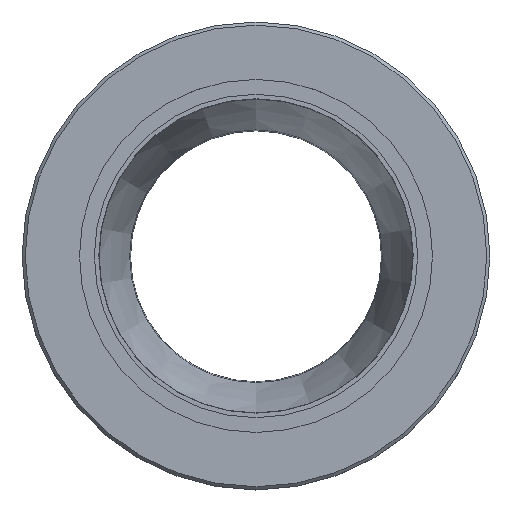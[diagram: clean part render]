
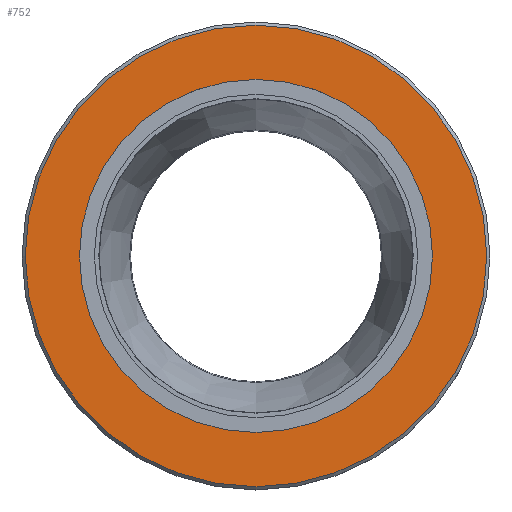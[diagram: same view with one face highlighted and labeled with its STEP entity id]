
A CAD part, top view. The second image highlights one B-rep face of the part: STEP entity #752.
In plain terms, the highlighted face is planar.
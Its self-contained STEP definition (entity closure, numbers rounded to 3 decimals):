
#33 = CARTESIAN_POINT ( 'NONE',  ( 0., 0., 0. ) ) ;
#39 = CIRCLE ( 'NONE', #561, 54.25 ) ;
#62 = DIRECTION ( 'NONE',  ( -1., 0., 0. ) ) ;
#89 = EDGE_LOOP ( 'NONE', ( #845 ) ) ;
#130 = FACE_BOUND ( 'NONE', #329, .T. ) ;
#148 = DIRECTION ( 'NONE',  ( 0., 0., 1. ) ) ;
#214 = CARTESIAN_POINT ( 'NONE',  ( 0., 0., 54.25 ) ) ;
#276 = FACE_OUTER_BOUND ( 'NONE', #89, .T. ) ;
#329 = EDGE_LOOP ( 'NONE', ( #808 ) ) ;
#422 = AXIS2_PLACEMENT_3D ( 'NONE', #619, #62, #148 ) ;
#479 = CARTESIAN_POINT ( 'NONE',  ( 0., 0., 41.5 ) ) ;
#492 = EDGE_CURVE ( 'NONE', #1069, #1069, #39, .T. ) ;
#561 = AXIS2_PLACEMENT_3D ( 'NONE', #33, #812, #694 ) ;
#619 = CARTESIAN_POINT ( 'NONE',  ( 0., 0., 0. ) ) ;
#634 = CARTESIAN_POINT ( 'NONE',  ( 0., 41.5, 0. ) ) ;
#693 = EDGE_CURVE ( 'NONE', #947, #947, #819, .T. ) ;
#694 = DIRECTION ( 'NONE',  ( 0., 0., 1. ) ) ;
#752 = ADVANCED_FACE ( 'NONE', ( #276, #130 ), #949, .T. ) ;
#808 = ORIENTED_EDGE ( 'NONE', *, *, #693, .F. ) ;
#812 = DIRECTION ( 'NONE',  ( -1., 0., 0. ) ) ;
#819 = CIRCLE ( 'NONE', #422, 41.5 ) ;
#845 = ORIENTED_EDGE ( 'NONE', *, *, #492, .T. ) ;
#858 = DIRECTION ( 'NONE',  ( 0., 0., 1. ) ) ;
#947 = VERTEX_POINT ( 'NONE', #479 ) ;
#949 = PLANE ( 'NONE',  #1208 ) ;
#1069 = VERTEX_POINT ( 'NONE', #214 ) ;
#1148 = DIRECTION ( 'NONE',  ( -1., 0., 0. ) ) ;
#1208 = AXIS2_PLACEMENT_3D ( 'NONE', #634, #1148, #858 ) ;
